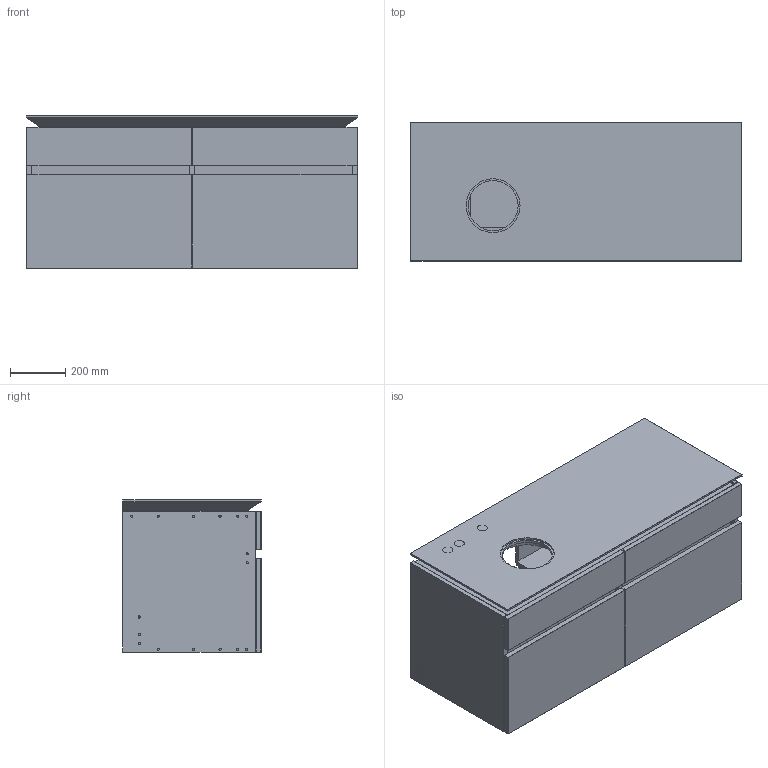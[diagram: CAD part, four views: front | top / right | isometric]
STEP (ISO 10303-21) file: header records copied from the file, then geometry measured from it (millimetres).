
FILE_DESCRIPTION((' '),'2;1');
FILE_NAME('B58000_B580L0.stp','2022-05-16T07:47:51',(' '),(' '),' ','ACIS',' ');
FILE_SCHEMA(('CONFIG_CONTROL_DESIGN'));
Length unit declared in the file: millimetre
Products named in the file (26): B58000_B580L0.stp; Körper1; Körper2; Körper3; Körper4; Körper5; Körper6; Körper7; Körper8; Körper9; Körper10; Körper11; Körper12; Körper13; Körper14; Körper15; Körper16; Körper17; Körper18; Körper19; Körper20; Körper21; Körper22; Körper23; Körper24; Körper25
Assembly tree (25 placements, depth 2):
  B58000_B580L0.stp
    Körper1
    Körper2
    Körper3
    Körper4
    Körper5
    Körper6
    Körper7
    Körper8
    Körper9
    Körper10
    Körper11
    Körper12
    Körper13
    Körper14
    Körper15
    Körper16
    Körper17
    Körper18
    Körper19
    Körper20
    Körper21
    Körper22
    Körper23
    Körper24
    Körper25
Bounding box: 1200 x 500 x 551.8 mm (x, y, z)
Volume: 75753363.5 mm3; surface area: 8309984.7 mm2
Topology: 25 solids, 25 shells, 792 faces, 1591 edges, 1077 vertices
Faces by surface type: plane 504, cylinder 288
Full cylindrical faces by diameter (mm): 3 x80, 5 x31, 6.5 x6, 8 x59, 8.01 x46, 10 x26
Entity records: 22944 total; most frequent: DIRECTION 3574, CARTESIAN_POINT 3209, ORIENTED_EDGE 2584, AXIS2_PLACEMENT_3D 1444, EDGE_LOOP 1316, EDGE_CURVE 1292, VERTEX_POINT 1026, FACE_OUTER_BOUND 792
